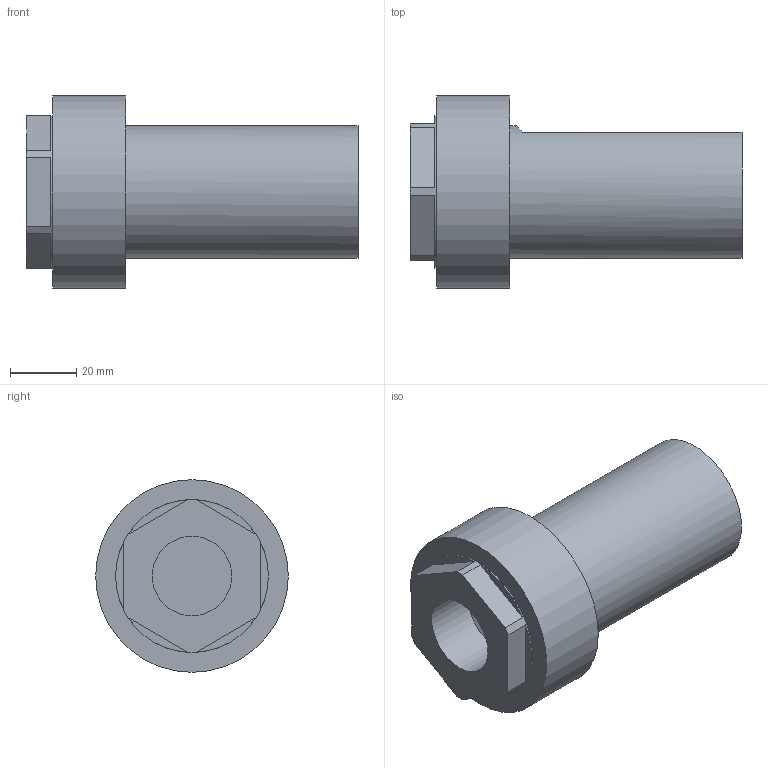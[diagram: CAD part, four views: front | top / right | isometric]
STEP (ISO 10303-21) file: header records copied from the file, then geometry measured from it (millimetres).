
FILE_DESCRIPTION( ( 'Unknown' ), '1' );
FILE_NAME( '330032040.stp', 'Unknown', ( 'kau' ), ( 'WTO' ), 'PSStep 10.0', 'SE V20', ' ' );
FILE_SCHEMA( ( 'AUTOMOTIVE_DESIGN { 1 0 10303 214 1 1 1 1 }' ) );
Length unit declared in the file: millimetre
Products named in the file (1): 1
Bounding box: 100 x 58 x 58 mm (x, y, z)
Volume: 126890 mm3; surface area: 24354.5 mm2
Topology: 1 solids, 1 shells, 27 faces, 61 edges, 40 vertices
Faces by surface type: plane 20, cylinder 5, cone 2
Full cylindrical faces by diameter (mm): 24 x1, 40 x1, 40.014 x1, 46 x1, 58 x1
Entity records: 942 total; most frequent: DIRECTION 132, CARTESIAN_POINT 118, ORIENTED_EDGE 104, AXIS2_PLACEMENT_3D 52, EDGE_CURVE 52, EDGE_LOOP 38, VERTEX_POINT 38, FACE_OUTER_BOUND 32
